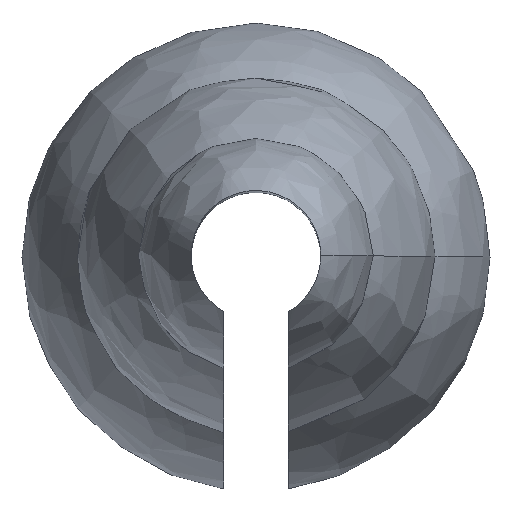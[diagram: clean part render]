
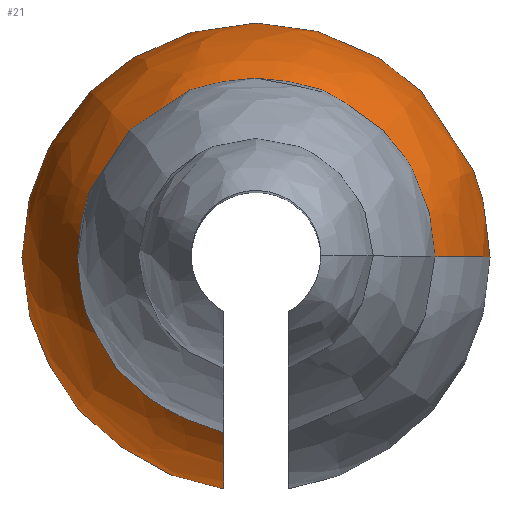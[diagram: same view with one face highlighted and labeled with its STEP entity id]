
A CAD part, top view. The second image highlights one B-rep face of the part: STEP entity #21.
In plain terms, the highlighted free-form (B-spline) face has degree [2, 3] with [9, 4] control points.
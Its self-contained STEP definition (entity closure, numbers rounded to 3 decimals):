
#21=ADVANCED_FACE('',(#33),#174,.T.);
#33=FACE_OUTER_BOUND('',#45,.T.);
#45=EDGE_LOOP('',(#75,#76,#77,#78));
#75=ORIENTED_EDGE('',*,*,#113,.T.);
#76=ORIENTED_EDGE('',*,*,#105,.F.);
#77=ORIENTED_EDGE('',*,*,#103,.F.);
#78=ORIENTED_EDGE('',*,*,#104,.T.);
#103=EDGE_CURVE('',#153,#152,#141,.T.);
#104=EDGE_CURVE('',#153,#157,#126,.T.);
#105=EDGE_CURVE('',#152,#160,#127,.T.);
#113=EDGE_CURVE('',#157,#160,#145,.T.);
#126=(
BOUNDED_CURVE()
B_SPLINE_CURVE(2,(#561,#562,#563,#564,#565,#566,#567,#568,#569),
 .UNSPECIFIED.,.F.,.F.)
B_SPLINE_CURVE_WITH_KNOTS((3,2,2,2,3),(0.,14.416,28.832,
43.248,57.664),.UNSPECIFIED.)
CURVE()
GEOMETRIC_REPRESENTATION_ITEM()
RATIONAL_B_SPLINE_CURVE((1.,0.841,1.,0.841,1.,0.841,
1.,0.841,1.))
REPRESENTATION_ITEM('')
);
#127=(
BOUNDED_CURVE()
B_SPLINE_CURVE(2,(#570,#571,#572,#573,#574,#575,#576,#577,#578),
 .UNSPECIFIED.,.F.,.F.)
B_SPLINE_CURVE_WITH_KNOTS((3,2,2,2,3),(0.,14.267,28.535,
42.802,57.07),.UNSPECIFIED.)
CURVE()
GEOMETRIC_REPRESENTATION_ITEM()
RATIONAL_B_SPLINE_CURVE((1.,0.845,1.,0.845,1.,0.845,
1.,0.845,1.))
REPRESENTATION_ITEM('')
);
#141=B_SPLINE_CURVE_WITH_KNOTS('',3,(#557,#558,#559,#560),.UNSPECIFIED.,
 .F.,.F.,(4,4),(22.107,33.161),.UNSPECIFIED.);
#145=B_SPLINE_CURVE_WITH_KNOTS('',3,(#610,#611,#612,#613,#614,#615,#616,
#617,#618,#619,#620,#621,#622,#623),.UNSPECIFIED.,.F.,.F.,(4,2,2,2,2,2,
4),(0.,2.59,5.181,10.361,12.966,
15.572,20.808),.UNSPECIFIED.);
#152=VERTEX_POINT('',#535);
#153=VERTEX_POINT('',#536);
#157=VERTEX_POINT('',#540);
#160=VERTEX_POINT('',#543);
#174=(
BOUNDED_SURFACE()
B_SPLINE_SURFACE(2,3,((#408,#409,#410,#411),(#412,#413,#414,#415),(#416,
#417,#418,#419),(#420,#421,#422,#423),(#424,#425,#426,#427),(#428,#429,
#430,#431),(#432,#433,#434,#435),(#436,#437,#438,#439),(#440,#441,#442,
#443)),.UNSPECIFIED.,.T.,.F.,.F.)
B_SPLINE_SURFACE_WITH_KNOTS((3,2,2,2,3),(4,4),(0.,19.837,39.674,
59.511,79.349),(22.107,33.161),
 .UNSPECIFIED.)
GEOMETRIC_REPRESENTATION_ITEM()
RATIONAL_B_SPLINE_SURFACE(((1.,1.,1.,1.),(0.707,0.707,
0.707,0.707),(1.,1.,1.,1.),(0.707,0.707,
0.707,0.707),(1.,1.,1.,1.),(0.707,0.707,
0.707,0.707),(1.,1.,1.,1.),(0.707,0.707,
0.707,0.707),(1.,1.,1.,1.)))
REPRESENTATION_ITEM('')
SURFACE()
);
#408=CARTESIAN_POINT('',(5.42,58.967,-23.72));
#409=CARTESIAN_POINT('',(6.74,58.967,-15.975));
#410=CARTESIAN_POINT('',(6.048,58.967,-9.157));
#411=CARTESIAN_POINT('',(2.522,58.967,-3.643));
#412=CARTESIAN_POINT('',(5.42,70.973,-23.72));
#413=CARTESIAN_POINT('',(6.74,72.293,-15.975));
#414=CARTESIAN_POINT('',(6.048,71.601,-9.157));
#415=CARTESIAN_POINT('',(2.522,68.075,-3.643));
#416=CARTESIAN_POINT('',(-6.587,70.973,-23.72));
#417=CARTESIAN_POINT('',(-6.587,72.293,-15.975));
#418=CARTESIAN_POINT('',(-6.587,71.601,-9.157));
#419=CARTESIAN_POINT('',(-6.587,68.075,-3.643));
#420=CARTESIAN_POINT('',(-18.593,70.973,-23.72));
#421=CARTESIAN_POINT('',(-19.913,72.293,-15.975));
#422=CARTESIAN_POINT('',(-19.221,71.601,-9.157));
#423=CARTESIAN_POINT('',(-15.695,68.075,-3.643));
#424=CARTESIAN_POINT('',(-18.593,58.967,-23.72));
#425=CARTESIAN_POINT('',(-19.913,58.967,-15.975));
#426=CARTESIAN_POINT('',(-19.221,58.967,-9.157));
#427=CARTESIAN_POINT('',(-15.695,58.967,-3.643));
#428=CARTESIAN_POINT('',(-18.593,46.96,-23.72));
#429=CARTESIAN_POINT('',(-19.913,45.64,-15.975));
#430=CARTESIAN_POINT('',(-19.221,46.332,-9.157));
#431=CARTESIAN_POINT('',(-15.695,49.858,-3.643));
#432=CARTESIAN_POINT('',(-6.587,46.96,-23.72));
#433=CARTESIAN_POINT('',(-6.587,45.64,-15.975));
#434=CARTESIAN_POINT('',(-6.587,46.332,-9.157));
#435=CARTESIAN_POINT('',(-6.587,49.858,-3.643));
#436=CARTESIAN_POINT('',(5.42,46.96,-23.72));
#437=CARTESIAN_POINT('',(6.74,45.64,-15.975));
#438=CARTESIAN_POINT('',(6.048,46.332,-9.157));
#439=CARTESIAN_POINT('',(2.522,49.858,-3.643));
#440=CARTESIAN_POINT('',(5.42,58.967,-23.72));
#441=CARTESIAN_POINT('',(6.74,58.967,-15.975));
#442=CARTESIAN_POINT('',(6.048,58.967,-9.157));
#443=CARTESIAN_POINT('',(2.522,58.967,-3.643));
#535=CARTESIAN_POINT('',(2.522,58.967,-3.643));
#536=CARTESIAN_POINT('',(5.42,58.967,-23.72));
#540=CARTESIAN_POINT('',(-8.337,47.089,-23.72));
#543=CARTESIAN_POINT('',(-8.337,50.028,-3.643));
#557=CARTESIAN_POINT('',(5.42,58.967,-23.72));
#558=CARTESIAN_POINT('',(6.74,58.967,-15.975));
#559=CARTESIAN_POINT('',(6.048,58.967,-9.157));
#560=CARTESIAN_POINT('',(2.522,58.967,-3.643));
#561=CARTESIAN_POINT('',(5.42,58.967,-23.72));
#562=CARTESIAN_POINT('',(5.42,66.676,-23.72));
#563=CARTESIAN_POINT('',(-1.59,69.884,-23.72));
#564=CARTESIAN_POINT('',(-8.599,73.092,-23.72));
#565=CARTESIAN_POINT('',(-14.434,68.054,-23.72));
#566=CARTESIAN_POINT('',(-20.268,63.016,-23.72));
#567=CARTESIAN_POINT('',(-18.116,55.614,-23.72));
#568=CARTESIAN_POINT('',(-15.963,48.212,-23.72));
#569=CARTESIAN_POINT('',(-8.337,47.089,-23.72));
#570=CARTESIAN_POINT('',(2.522,58.967,-3.643));
#571=CARTESIAN_POINT('',(2.522,64.739,-3.643));
#572=CARTESIAN_POINT('',(-2.699,67.204,-3.643));
#573=CARTESIAN_POINT('',(-7.919,69.668,-3.643));
#574=CARTESIAN_POINT('',(-12.376,65.999,-3.643));
#575=CARTESIAN_POINT('',(-16.833,62.33,-3.643));
#576=CARTESIAN_POINT('',(-15.417,56.734,-3.643));
#577=CARTESIAN_POINT('',(-14.002,51.137,-3.643));
#578=CARTESIAN_POINT('',(-8.337,50.028,-3.643));
#610=CARTESIAN_POINT('',(-8.337,47.089,-23.72));
#611=CARTESIAN_POINT('',(-8.337,46.942,-22.87));
#612=CARTESIAN_POINT('',(-8.337,46.817,-22.014));
#613=CARTESIAN_POINT('',(-8.337,46.62,-20.3));
#614=CARTESIAN_POINT('',(-8.337,46.546,-19.438));
#615=CARTESIAN_POINT('',(-8.337,46.417,-16.853));
#616=CARTESIAN_POINT('',(-8.337,46.452,-15.118));
#617=CARTESIAN_POINT('',(-8.337,46.745,-12.539));
#618=CARTESIAN_POINT('',(-8.337,46.884,-11.681));
#619=CARTESIAN_POINT('',(-8.337,47.254,-9.984));
#620=CARTESIAN_POINT('',(-8.337,47.484,-9.146));
#621=CARTESIAN_POINT('',(-8.337,48.324,-6.67));
#622=CARTESIAN_POINT('',(-8.337,49.075,-5.106));
#623=CARTESIAN_POINT('',(-8.337,50.028,-3.643));
